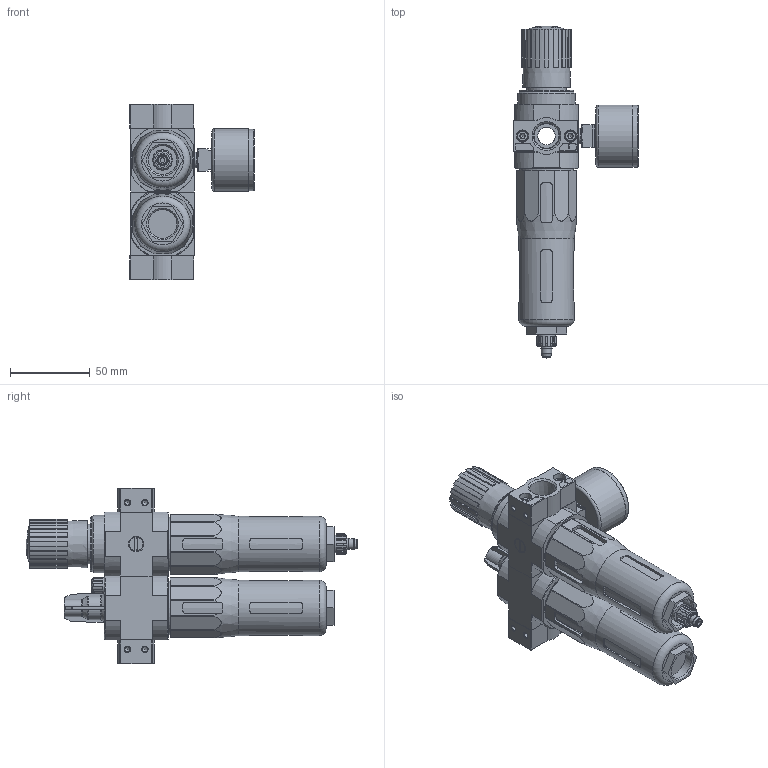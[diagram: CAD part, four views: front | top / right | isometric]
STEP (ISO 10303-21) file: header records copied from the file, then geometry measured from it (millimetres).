
FILE_DESCRIPTION(/* description */ ('STEP AP214'),/* implementation_level */ '2;1');
FILE_NAME(/* name */ '173848_FRC-3_8-D-5M-MINI-NPT',/* time_stamp */ '2024-08-28T17:54:41+02:00',/* author */ ('License CC BY-ND 4.0'),/* organization */ ('CADENAS'),/* preprocessor_version */ 'ST-DEVELOPER v19.3',/* originating_system */ 'PARTsolutions',/* authorisation */ ' ');
FILE_SCHEMA (('AUTOMOTIVE_DESIGN {1 0 10303 214 3 1 1}'));
Length unit declared in the file: millimetre
Products named in the file (10): 173848 FRC-3/8-D-5M-MINI-NPT; 679801 PBL-3/8-D-MINI-L-NPT--P1; DIN-912 - M4x16(F); 679802 PBL-3/8-D-MINI-R-NPT--P1; 127303 LFR-D-5M-MINI--(0); 8003637 PAGN-40-16-G18; 373845 LR-MINI; 648415 LF; 123582 LOE-D-MINI; 355622 FRB-D-MINI
Assembly tree (13 placements, depth 2):
  173848 FRC-3/8-D-5M-MINI-NPT
    679801 PBL-3/8-D-MINI-L-NPT--P1
    DIN-912 - M4x16(F)  x4
    679802 PBL-3/8-D-MINI-R-NPT--P1
    127303 LFR-D-5M-MINI--(0)
    8003637 PAGN-40-16-G18
    373845 LR-MINI
    648415 LF
    123582 LOE-D-MINI
    355622 FRB-D-MINI  x2
Bounding box: 77.75 x 208 x 110 mm (x, y, z)
Volume: 392987.9 mm3; surface area: 94961.2 mm2
Topology: 13 solids, 13 shells, 998 faces, 2608 edges, 1681 vertices
Faces by surface type: plane 533, cylinder 278, cone 142, torus 40, sphere 5
Full cylindrical faces by diameter (mm): 2.9 x2, 3 x1, 3.2 x1, 3.242 x10, 3.6 x1, 3.8 x1, 4 x6, 4.3 x1, 5.2 x2, 5.6 x1, 6 x2, 6.2 x1, 6.4 x1, 6.8 x1, 6.9 x1, 7 x4, 7.1 x1, 8.2 x1, 8.4 x1, 8.566 x2, 9 x1, 9.728 x2, 10 x1, 11 x2, 11.2 x1, 11.4 x1, 12.2 x2, 12.6 x1, 15.7 x1, 15.8 x1
Entity records: 33536 total; most frequent: CARTESIAN_POINT 6196, DIRECTION 4502, ORIENTED_EDGE 4492, EDGE_CURVE 2246, AXIS2_PLACEMENT_3D 1742, VERTEX_POINT 1560, FACE_BOUND 1162, EDGE_LOOP 1152
